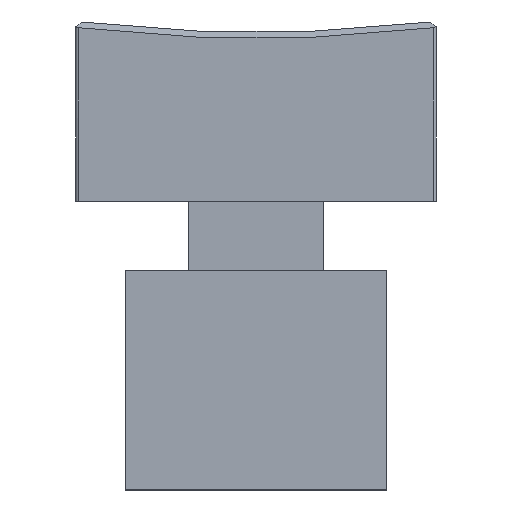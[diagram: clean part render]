
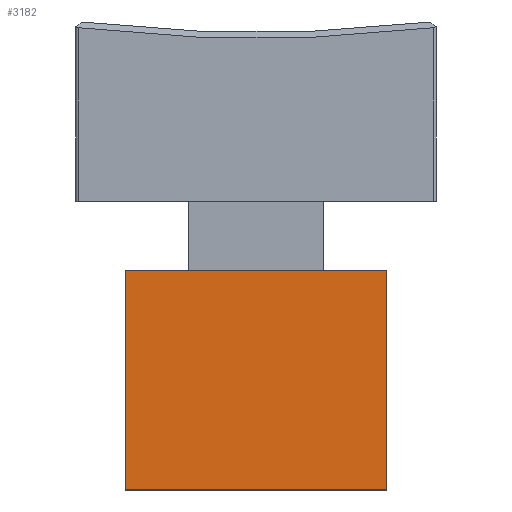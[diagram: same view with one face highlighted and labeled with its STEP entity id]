
A CAD part, front view. The second image highlights one B-rep face of the part: STEP entity #3182.
In plain terms, the highlighted planar face has unit normal (0, -1, 0).
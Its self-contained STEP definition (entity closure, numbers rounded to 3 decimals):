
#3069 = VERTEX_POINT('',#3070);
#3070 = CARTESIAN_POINT('',(-4.35,-3.75,
    0.));
#3077 = PLANE('',#3078);
#3078 = AXIS2_PLACEMENT_3D('',#3079,#3080,#3081);
#3079 = CARTESIAN_POINT('',(-4.35,3.75,
    7.3));
#3080 = DIRECTION('',(1.,0.,0.));
#3081 = DIRECTION('',(0.,1.,0.));
#3089 = PLANE('',#3090);
#3090 = AXIS2_PLACEMENT_3D('',#3091,#3092,#3093);
#3091 = CARTESIAN_POINT('',(0.,0.,
    0.));
#3092 = DIRECTION('',(0.,0.,-1.));
#3093 = DIRECTION('',(0.,1.,0.));
#3101 = EDGE_CURVE('',#3102,#3069,#3104,.T.);
#3102 = VERTEX_POINT('',#3103);
#3103 = CARTESIAN_POINT('',(-4.35,-3.75,
    7.3));
#3104 = SURFACE_CURVE('',#3105,(#3109,#3116),.PCURVE_S1.);
#3105 = LINE('',#3106,#3107);
#3106 = CARTESIAN_POINT('',(-4.35,-3.75,
    7.3));
#3107 = VECTOR('',#3108,1.);
#3108 = DIRECTION('',(0.,0.,-1.));
#3109 = PCURVE('',#3077,#3110);
#3110 = DEFINITIONAL_REPRESENTATION('',(#3111),#3115);
#3111 = LINE('',#3112,#3113);
#3112 = CARTESIAN_POINT('',(-7.5,0.));
#3113 = VECTOR('',#3114,1.);
#3114 = DIRECTION('',(0.,-1.));
#3115 = ( GEOMETRIC_REPRESENTATION_CONTEXT(2) 
PARAMETRIC_REPRESENTATION_CONTEXT() REPRESENTATION_CONTEXT('2D SPACE',''
  ) );
#3116 = PCURVE('',#3117,#3122);
#3117 = PLANE('',#3118);
#3118 = AXIS2_PLACEMENT_3D('',#3119,#3120,#3121);
#3119 = CARTESIAN_POINT('',(4.35,-3.75,
    7.3));
#3120 = DIRECTION('',(0.,1.,0.));
#3121 = DIRECTION('',(-1.,0.,0.));
#3122 = DEFINITIONAL_REPRESENTATION('',(#3123),#3127);
#3123 = LINE('',#3124,#3125);
#3124 = CARTESIAN_POINT('',(8.7,0.));
#3125 = VECTOR('',#3126,1.);
#3126 = DIRECTION('',(0.,-1.));
#3127 = ( GEOMETRIC_REPRESENTATION_CONTEXT(2) 
PARAMETRIC_REPRESENTATION_CONTEXT() REPRESENTATION_CONTEXT('2D SPACE',''
  ) );
#3145 = PLANE('',#3146);
#3146 = AXIS2_PLACEMENT_3D('',#3147,#3148,#3149);
#3147 = CARTESIAN_POINT('',(0.,0.,
    7.3));
#3148 = DIRECTION('',(0.,0.,-1.));
#3149 = DIRECTION('',(0.,1.,0.));
#3182 = ADVANCED_FACE('',(#3183),#3117,.F.);
#3183 = FACE_BOUND('',#3184,.T.);
#3184 = EDGE_LOOP('',(#3185,#3208,#3236,#3257));
#3185 = ORIENTED_EDGE('',*,*,#3186,.T.);
#3186 = EDGE_CURVE('',#3069,#3187,#3189,.T.);
#3187 = VERTEX_POINT('',#3188);
#3188 = CARTESIAN_POINT('',(4.35,-3.75,
    0.));
#3189 = SURFACE_CURVE('',#3190,(#3194,#3201),.PCURVE_S1.);
#3190 = LINE('',#3191,#3192);
#3191 = CARTESIAN_POINT('',(4.35,-3.75,
    0.));
#3192 = VECTOR('',#3193,1.);
#3193 = DIRECTION('',(1.,0.,0.));
#3194 = PCURVE('',#3117,#3195);
#3195 = DEFINITIONAL_REPRESENTATION('',(#3196),#3200);
#3196 = LINE('',#3197,#3198);
#3197 = CARTESIAN_POINT('',(0.,-7.3));
#3198 = VECTOR('',#3199,1.);
#3199 = DIRECTION('',(-1.,0.));
#3200 = ( GEOMETRIC_REPRESENTATION_CONTEXT(2) 
PARAMETRIC_REPRESENTATION_CONTEXT() REPRESENTATION_CONTEXT('2D SPACE',''
  ) );
#3201 = PCURVE('',#3089,#3202);
#3202 = DEFINITIONAL_REPRESENTATION('',(#3203),#3207);
#3203 = LINE('',#3204,#3205);
#3204 = CARTESIAN_POINT('',(-3.75,4.35));
#3205 = VECTOR('',#3206,1.);
#3206 = DIRECTION('',(0.,1.));
#3207 = ( GEOMETRIC_REPRESENTATION_CONTEXT(2) 
PARAMETRIC_REPRESENTATION_CONTEXT() REPRESENTATION_CONTEXT('2D SPACE',''
  ) );
#3208 = ORIENTED_EDGE('',*,*,#3209,.F.);
#3209 = EDGE_CURVE('',#3210,#3187,#3212,.T.);
#3210 = VERTEX_POINT('',#3211);
#3211 = CARTESIAN_POINT('',(4.35,-3.75,
    7.3));
#3212 = SURFACE_CURVE('',#3213,(#3217,#3224),.PCURVE_S1.);
#3213 = LINE('',#3214,#3215);
#3214 = CARTESIAN_POINT('',(4.35,-3.75,
    7.3));
#3215 = VECTOR('',#3216,1.);
#3216 = DIRECTION('',(0.,0.,-1.));
#3217 = PCURVE('',#3117,#3218);
#3218 = DEFINITIONAL_REPRESENTATION('',(#3219),#3223);
#3219 = LINE('',#3220,#3221);
#3220 = CARTESIAN_POINT('',(0.,0.));
#3221 = VECTOR('',#3222,1.);
#3222 = DIRECTION('',(0.,-1.));
#3223 = ( GEOMETRIC_REPRESENTATION_CONTEXT(2) 
PARAMETRIC_REPRESENTATION_CONTEXT() REPRESENTATION_CONTEXT('2D SPACE',''
  ) );
#3224 = PCURVE('',#3225,#3230);
#3225 = PLANE('',#3226);
#3226 = AXIS2_PLACEMENT_3D('',#3227,#3228,#3229);
#3227 = CARTESIAN_POINT('',(4.35,3.75,7.3
    ));
#3228 = DIRECTION('',(-1.,0.,0.));
#3229 = DIRECTION('',(0.,-1.,0.));
#3230 = DEFINITIONAL_REPRESENTATION('',(#3231),#3235);
#3231 = LINE('',#3232,#3233);
#3232 = CARTESIAN_POINT('',(7.5,0.));
#3233 = VECTOR('',#3234,1.);
#3234 = DIRECTION('',(0.,-1.));
#3235 = ( GEOMETRIC_REPRESENTATION_CONTEXT(2) 
PARAMETRIC_REPRESENTATION_CONTEXT() REPRESENTATION_CONTEXT('2D SPACE',''
  ) );
#3236 = ORIENTED_EDGE('',*,*,#3237,.F.);
#3237 = EDGE_CURVE('',#3102,#3210,#3238,.T.);
#3238 = SURFACE_CURVE('',#3239,(#3243,#3250),.PCURVE_S1.);
#3239 = LINE('',#3240,#3241);
#3240 = CARTESIAN_POINT('',(4.35,-3.75,
    7.3));
#3241 = VECTOR('',#3242,1.);
#3242 = DIRECTION('',(1.,0.,0.));
#3243 = PCURVE('',#3117,#3244);
#3244 = DEFINITIONAL_REPRESENTATION('',(#3245),#3249);
#3245 = LINE('',#3246,#3247);
#3246 = CARTESIAN_POINT('',(0.,0.));
#3247 = VECTOR('',#3248,1.);
#3248 = DIRECTION('',(-1.,0.));
#3249 = ( GEOMETRIC_REPRESENTATION_CONTEXT(2) 
PARAMETRIC_REPRESENTATION_CONTEXT() REPRESENTATION_CONTEXT('2D SPACE',''
  ) );
#3250 = PCURVE('',#3145,#3251);
#3251 = DEFINITIONAL_REPRESENTATION('',(#3252),#3256);
#3252 = LINE('',#3253,#3254);
#3253 = CARTESIAN_POINT('',(-3.75,4.35));
#3254 = VECTOR('',#3255,1.);
#3255 = DIRECTION('',(0.,1.));
#3256 = ( GEOMETRIC_REPRESENTATION_CONTEXT(2) 
PARAMETRIC_REPRESENTATION_CONTEXT() REPRESENTATION_CONTEXT('2D SPACE',''
  ) );
#3257 = ORIENTED_EDGE('',*,*,#3101,.T.);
